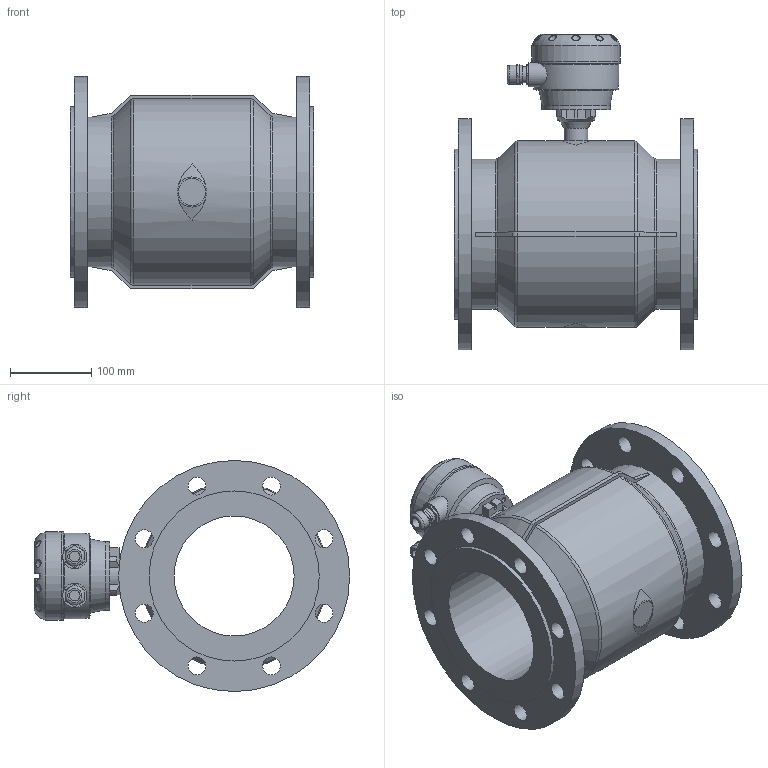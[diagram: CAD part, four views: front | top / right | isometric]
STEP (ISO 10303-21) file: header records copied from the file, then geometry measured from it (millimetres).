
FILE_DESCRIPTION (( 'STEP AP203' ), '1' );
FILE_NAME ('KROHNE_OPTIFLUX_2-4000W-WATERFLUX_3000F_DIN2633_DN150_PN16.STEP', '2011-04-26T11:24:20', ( '' ), ( '' ), 'SwSTEP 2.0', 'SolidWorks 2010', '' );
FILE_SCHEMA (( 'CONFIG_CONTROL_DESIGN' ));
Length unit declared in the file: millimetre
Products named in the file (1): KROHNE_OPTIFLUX_2-4000W-WATERFLUX_3000F_DIN2633_DN150_PN16
Bounding box: 300 x 388.99 x 285 mm (x, y, z)
Volume: 7364755.6 mm3; surface area: 639722.8 mm2
Topology: 14 solids, 14 shells, 391 faces, 976 edges, 634 vertices
Faces by surface type: plane 179, cylinder 102, bspline 53, torus 30, cone 14, sphere 13
Full cylindrical faces by diameter (mm): 4 x4, 6.6 x8, 13 x2, 20 x2, 22 x16, 23.5 x4, 29 x1, 30 x2, 84 x2, 109 x1, 148 x1, 185 x2, 209.8 x2, 285 x2
Entity records: 15848 total; most frequent: CARTESIAN_POINT 7109, ORIENTED_EDGE 1746, DIRECTION 1657, EDGE_CURVE 873, AXIS2_PLACEMENT_3D 615, VERTEX_POINT 607, EDGE_LOOP 548, FACE_OUTER_BOUND 457
